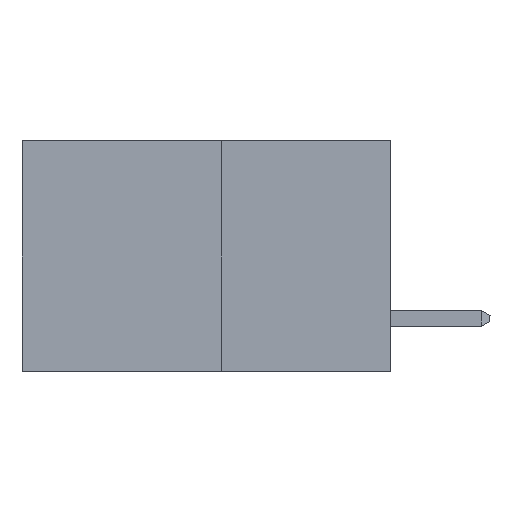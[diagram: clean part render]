
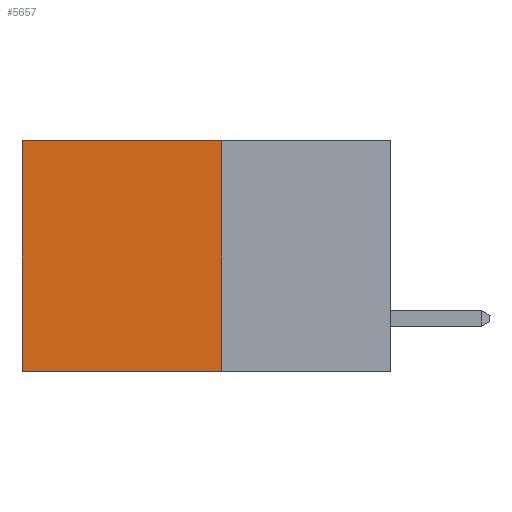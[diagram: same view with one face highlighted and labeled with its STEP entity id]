
A CAD part, left-side view. The second image highlights one B-rep face of the part: STEP entity #5657.
In plain terms, the highlighted planar face has unit normal (-1, 0, 0).
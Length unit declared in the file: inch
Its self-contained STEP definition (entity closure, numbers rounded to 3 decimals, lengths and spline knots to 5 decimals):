
#449 = EDGE_CURVE ( 'NONE', #7441, #6428, #6672, .T. ) ;
#831 = LINE ( 'NONE', #5958, #9561 ) ;
#1425 = FACE_OUTER_BOUND ( 'NONE', #7700, .T. ) ;
#1916 = VERTEX_POINT ( 'NONE', #6012 ) ;
#2333 = DIRECTION ( 'NONE',  ( 0., 0., -1. ) ) ;
#2782 = EDGE_CURVE ( 'NONE', #8031, #1916, #11284, .T. ) ;
#2802 = VECTOR ( 'NONE', #10945, 39.37008 ) ;
#3489 = DIRECTION ( 'NONE',  ( 0., 0., -1. ) ) ;
#3694 = DIRECTION ( 'NONE',  ( 1., 0., 0. ) ) ;
#3810 = CARTESIAN_POINT ( 'NONE',  ( 0.277, 0.27, -0.37 ) ) ;
#3861 = PLANE ( 'NONE',  #7119 ) ;
#4003 = ORIENTED_EDGE ( 'NONE', *, *, #2782, .T. ) ;
#4877 = CARTESIAN_POINT ( 'NONE',  ( 0.277, 0.27, -0.37 ) ) ;
#5019 = VECTOR ( 'NONE', #8107, 39.37008 ) ;
#5657 = ADVANCED_FACE ( 'NONE', ( #1425 ), #3861, .F. ) ;
#5749 = EDGE_CURVE ( 'NONE', #7441, #8031, #7810, .T. ) ;
#5958 = CARTESIAN_POINT ( 'NONE',  ( 0.277, 0.27, -0.37 ) ) ;
#6012 = CARTESIAN_POINT ( 'NONE',  ( 0.277, 0.59, -0.37 ) ) ;
#6428 = VERTEX_POINT ( 'NONE', #4877 ) ;
#6672 = LINE ( 'NONE', #10163, #11782 ) ;
#6998 = EDGE_CURVE ( 'NONE', #6428, #1916, #831, .T. ) ;
#7119 = AXIS2_PLACEMENT_3D ( 'NONE', #3810, #3694, #3489 ) ;
#7441 = VERTEX_POINT ( 'NONE', #11148 ) ;
#7700 = EDGE_LOOP ( 'NONE', ( #4003, #9523, #9838, #12439 ) ) ;
#7810 = LINE ( 'NONE', #8089, #5019 ) ;
#8031 = VERTEX_POINT ( 'NONE', #13091 ) ;
#8089 = CARTESIAN_POINT ( 'NONE',  ( 0.277, 0.27, 0. ) ) ;
#8107 = DIRECTION ( 'NONE',  ( 0., 1., 0. ) ) ;
#9523 = ORIENTED_EDGE ( 'NONE', *, *, #6998, .F. ) ;
#9561 = VECTOR ( 'NONE', #12074, 39.37008 ) ;
#9838 = ORIENTED_EDGE ( 'NONE', *, *, #449, .F. ) ;
#10163 = CARTESIAN_POINT ( 'NONE',  ( 0.277, 0.27, -0.37 ) ) ;
#10945 = DIRECTION ( 'NONE',  ( 0., 0., -1. ) ) ;
#11074 = CARTESIAN_POINT ( 'NONE',  ( 0.277, 0.59, -0.37 ) ) ;
#11148 = CARTESIAN_POINT ( 'NONE',  ( 0.277, 0.27, 0. ) ) ;
#11284 = LINE ( 'NONE', #11074, #2802 ) ;
#11782 = VECTOR ( 'NONE', #2333, 39.37008 ) ;
#12074 = DIRECTION ( 'NONE',  ( 0., 1., 0. ) ) ;
#12439 = ORIENTED_EDGE ( 'NONE', *, *, #5749, .T. ) ;
#13091 = CARTESIAN_POINT ( 'NONE',  ( 0.277, 0.59, 0. ) ) ;
